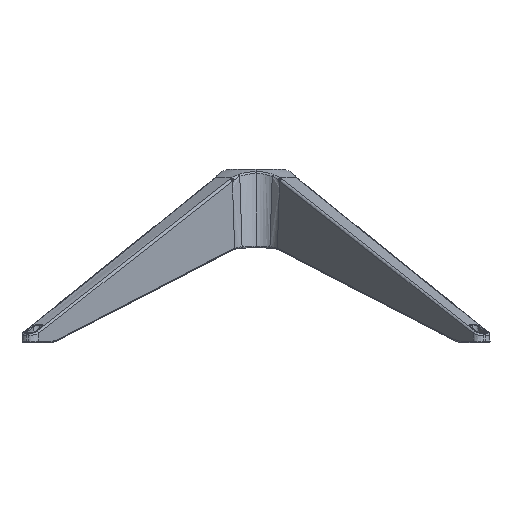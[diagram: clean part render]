
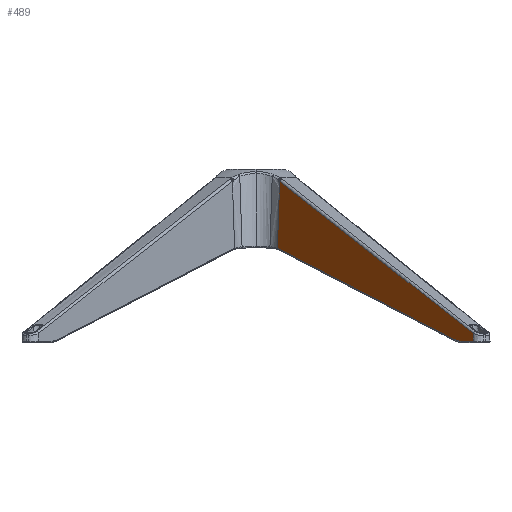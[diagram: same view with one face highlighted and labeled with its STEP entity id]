
A CAD part, front view. The second image highlights one B-rep face of the part: STEP entity #489.
In plain terms, the highlighted free-form (B-spline) face has degree [1, 3] with [2, 7] control points.
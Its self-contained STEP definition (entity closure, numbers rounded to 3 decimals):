
#65=LINE('',#7220,#141);
#141=VECTOR('',#4770,1.);
#220=B_SPLINE_SURFACE_WITH_KNOTS('',1,3,((#7249,#7250,#7251,#7252,#7253,
#7254,#7255),(#7256,#7257,#7258,#7259,#7260,#7261,#7262)),.UNSPECIFIED.,
 .F.,.F.,.F.,(2,2),(4,3,4),(0.,1.),(0.,0.99,1.),
 .UNSPECIFIED.);
#489=ADVANCED_FACE('',(#943),#220,.F.);
#943=FACE_OUTER_BOUND('',#1211,.T.);
#1211=EDGE_LOOP('',(#1580,#1581,#1582,#1583,#1584,#1585,#1586));
#1580=ORIENTED_EDGE('',*,*,#3451,.T.);
#1581=ORIENTED_EDGE('',*,*,#3452,.T.);
#1582=ORIENTED_EDGE('',*,*,#3453,.F.);
#1583=ORIENTED_EDGE('',*,*,#3450,.T.);
#1584=ORIENTED_EDGE('',*,*,#3454,.T.);
#1585=ORIENTED_EDGE('',*,*,#3455,.T.);
#1586=ORIENTED_EDGE('',*,*,#3456,.T.);
#3002=VERTEX_POINT('',#7139);
#3006=VERTEX_POINT('',#7178);
#3007=VERTEX_POINT('',#7207);
#3008=VERTEX_POINT('',#7208);
#3009=VERTEX_POINT('',#7219);
#3010=VERTEX_POINT('',#7233);
#3011=VERTEX_POINT('',#7238);
#3450=EDGE_CURVE('',#3002,#3006,#4163,.T.);
#3451=EDGE_CURVE('',#3007,#3008,#4164,.T.);
#3452=EDGE_CURVE('',#3008,#3009,#4165,.T.);
#3453=EDGE_CURVE('',#3002,#3009,#65,.T.);
#3454=EDGE_CURVE('',#3006,#3010,#4166,.T.);
#3455=EDGE_CURVE('',#3010,#3011,#4167,.T.);
#3456=EDGE_CURVE('',#3011,#3007,#4168,.T.);
#4163=B_SPLINE_CURVE_WITH_KNOTS('',3,(#7179,#7180,#7181,#7182),
 .UNSPECIFIED.,.F.,.F.,(4,4),(0.,1.),.UNSPECIFIED.);
#4164=B_SPLINE_CURVE_WITH_KNOTS('',3,(#7203,#7204,#7205,#7206),
 .UNSPECIFIED.,.F.,.F.,(4,4),(0.,1.),.UNSPECIFIED.);
#4165=B_SPLINE_CURVE_WITH_KNOTS('',3,(#7209,#7210,#7211,#7212,#7213,#7214,
#7215,#7216,#7217,#7218),.UNSPECIFIED.,.F.,.F.,(4,3,3,4),(0.,0.586,
0.862,1.),.UNSPECIFIED.);
#4166=B_SPLINE_CURVE_WITH_KNOTS('',3,(#7221,#7222,#7223,#7224,#7225,#7226,
#7227,#7228,#7229,#7230,#7231,#7232),.UNSPECIFIED.,.F.,.F.,(4,2,2,2,2,4),
(0.,0.063,0.125,0.25,0.5,1.),.UNSPECIFIED.);
#4167=B_SPLINE_CURVE_WITH_KNOTS('',3,(#7234,#7235,#7236,#7237),
 .UNSPECIFIED.,.F.,.F.,(4,4),(0.,1.),.UNSPECIFIED.);
#4168=B_SPLINE_CURVE_WITH_KNOTS('',3,(#7239,#7240,#7241,#7242,#7243,#7244,
#7245,#7246,#7247,#7248),.UNSPECIFIED.,.F.,.F.,(4,3,3,4),(0.,0.137,
0.684,1.),.UNSPECIFIED.);
#4770=DIRECTION('',(0.045,0.026,0.999));
#7139=CARTESIAN_POINT('',(16.371,-35.705,-221.506));
#7178=CARTESIAN_POINT('',(14.993,-37.727,-263.699));
#7179=CARTESIAN_POINT('',(16.371,-35.705,-221.506));
#7180=CARTESIAN_POINT('',(15.926,-36.403,-235.575));
#7181=CARTESIAN_POINT('',(15.466,-37.077,-249.639));
#7182=CARTESIAN_POINT('',(14.993,-37.727,-263.699));
#7203=CARTESIAN_POINT('',(152.019,-278.36,-328.948));
#7204=CARTESIAN_POINT('',(152.057,-278.232,-327.083));
#7205=CARTESIAN_POINT('',(152.095,-278.104,-325.218));
#7206=CARTESIAN_POINT('',(152.134,-277.976,-323.353));
#7207=CARTESIAN_POINT('',(152.019,-278.36,-328.948));
#7208=CARTESIAN_POINT('',(152.134,-277.976,-323.353));
#7209=CARTESIAN_POINT('',(152.134,-277.976,-323.353));
#7210=CARTESIAN_POINT('',(125.658,-230.633,-302.552));
#7211=CARTESIAN_POINT('',(99.186,-183.294,-281.737));
#7212=CARTESIAN_POINT('',(72.716,-135.957,-260.917));
#7213=CARTESIAN_POINT('',(60.242,-113.65,-251.106));
#7214=CARTESIAN_POINT('',(47.769,-91.344,-241.293));
#7215=CARTESIAN_POINT('',(35.296,-69.038,-231.479));
#7216=CARTESIAN_POINT('',(29.059,-57.885,-226.572));
#7217=CARTESIAN_POINT('',(22.823,-46.732,-221.665));
#7218=CARTESIAN_POINT('',(16.586,-35.579,-216.757));
#7219=CARTESIAN_POINT('',(16.586,-35.579,-216.757));
#7220=CARTESIAN_POINT('',(16.663,-35.535,-215.062));
#7221=CARTESIAN_POINT('',(14.993,-37.727,-263.699));
#7222=CARTESIAN_POINT('',(17.646,-42.345,-264.568));
#7223=CARTESIAN_POINT('',(20.211,-46.866,-265.953));
#7224=CARTESIAN_POINT('',(25.354,-55.922,-268.64));
#7225=CARTESIAN_POINT('',(27.927,-60.453,-269.972));
#7226=CARTESIAN_POINT('',(35.646,-74.042,-273.976));
#7227=CARTESIAN_POINT('',(40.791,-83.1,-276.655));
#7228=CARTESIAN_POINT('',(56.226,-110.276,-284.681));
#7229=CARTESIAN_POINT('',(66.516,-128.393,-290.032));
#7230=CARTESIAN_POINT('',(97.388,-182.747,-306.073));
#7231=CARTESIAN_POINT('',(117.971,-218.985,-316.76));
#7232=CARTESIAN_POINT('',(138.558,-255.228,-327.419));
#7233=CARTESIAN_POINT('',(138.558,-255.228,-327.419));
#7234=CARTESIAN_POINT('',(138.558,-255.228,-327.419));
#7235=CARTESIAN_POINT('',(140.527,-258.693,-328.438));
#7236=CARTESIAN_POINT('',(142.551,-262.201,-328.948));
#7237=CARTESIAN_POINT('',(144.631,-265.75,-328.948));
#7238=CARTESIAN_POINT('',(144.631,-265.75,-328.948));
#7239=CARTESIAN_POINT('',(144.631,-265.75,-328.948));
#7240=CARTESIAN_POINT('',(144.968,-266.325,-328.948));
#7241=CARTESIAN_POINT('',(145.305,-266.9,-328.948));
#7242=CARTESIAN_POINT('',(145.642,-267.476,-328.948));
#7243=CARTESIAN_POINT('',(146.99,-269.776,-328.948));
#7244=CARTESIAN_POINT('',(148.338,-272.077,-328.948));
#7245=CARTESIAN_POINT('',(149.686,-274.378,-328.948));
#7246=CARTESIAN_POINT('',(150.463,-275.705,-328.948));
#7247=CARTESIAN_POINT('',(151.241,-277.032,-328.948));
#7248=CARTESIAN_POINT('',(152.019,-278.36,-328.948));
#7249=CARTESIAN_POINT('',(10.416,-39.195,-353.216));
#7250=CARTESIAN_POINT('',(56.451,-121.525,-389.489));
#7251=CARTESIAN_POINT('',(102.486,-203.856,-425.762));
#7252=CARTESIAN_POINT('',(148.521,-286.187,-462.035));
#7253=CARTESIAN_POINT('',(148.981,-287.01,-462.398));
#7254=CARTESIAN_POINT('',(149.441,-287.833,-462.761));
#7255=CARTESIAN_POINT('',(149.902,-288.656,-463.124));
#7256=CARTESIAN_POINT('',(22.606,-32.052,-83.628));
#7257=CARTESIAN_POINT('',(68.641,-114.383,-119.901));
#7258=CARTESIAN_POINT('',(114.676,-196.714,-156.175));
#7259=CARTESIAN_POINT('',(160.711,-279.044,-192.448));
#7260=CARTESIAN_POINT('',(161.171,-279.868,-192.811));
#7261=CARTESIAN_POINT('',(161.632,-280.691,-193.173));
#7262=CARTESIAN_POINT('',(162.092,-281.514,-193.536));
